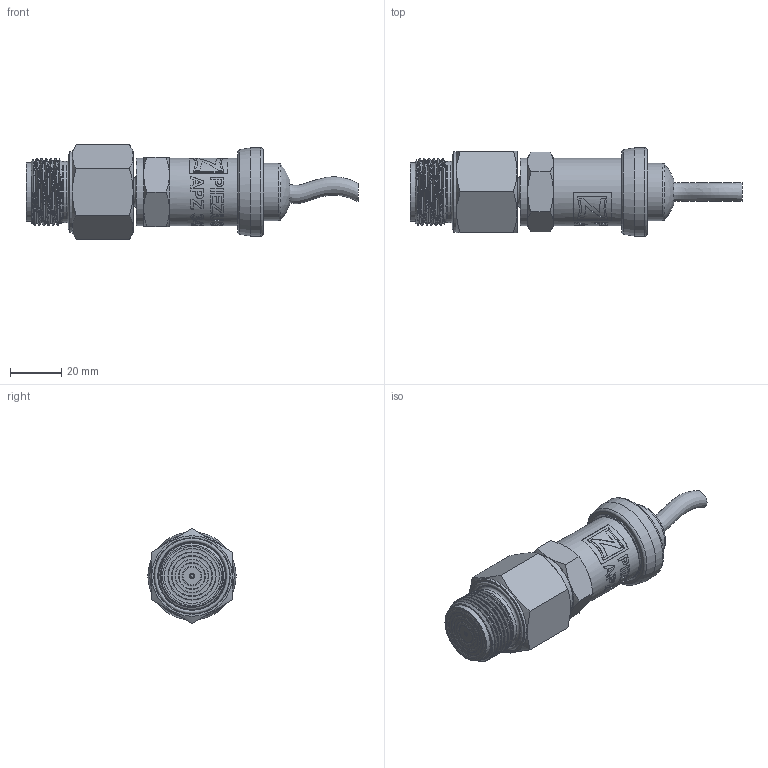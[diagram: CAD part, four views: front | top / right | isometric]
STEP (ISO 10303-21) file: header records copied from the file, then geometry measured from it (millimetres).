
FILE_DESCRIPTION(/* description */ (''),/* implementation_level */ '2;1');
FILE_NAME(/* name */ 'APZ3420m_G3''4DIN-flush_5.step',/* time_stamp */ '2021-07-06T15:18:42+03:00',/* author */ (''),/* organization */ (''),/* preprocessor_version */ 'ST-DEVELOPER v18.1',/* originating_system */ 'Autodesk Translation Framework v10.9.0.1377',/* authorisation */ '');
FILE_SCHEMA (('AUTOMOTIVE_DESIGN { 1 0 10303 214 3 1 1 }'));
Length unit declared in the file: millimetre
Products named in the file (7): АПЗ 3420м заполненная; G 1/4 EN; Stainless steel cable gland assembly; Stainless steel cable gland; Stainless steel cable gland nut; wire; G3'4DIN diaphragm 23 v5
Assembly tree (5 placements, depth 3):
  АПЗ 3420м заполненная
    G 1/4 EN
    Stainless steel cable gland assembly
      Stainless steel cable gland
      Stainless steel cable gland nut
      wire
  G3'4DIN diaphragm 23 v5
Bounding box: 129.73 x 34.5 x 36.95 mm (x, y, z)
Volume: 63610.9 mm3; surface area: 20868.4 mm2
Topology: 7 solids, 7 shells, 499 faces, 1303 edges, 860 vertices
Faces by surface type: bspline 285, cylinder 92, plane 68, cone 30, torus 23, sphere 1
Full cylindrical faces by diameter (mm): 2 x1, 3.3 x1, 4 x1, 5 x2, 5.1 x1, 7.2 x1, 8 x1, 9.5 x2, 11 x1, 11.445 x4, 13 x1, 13.157 x9, 21.4 x1, 22.3 x2, 22.4 x1, 23 x1, 24 x1, 24.117 x6, 24.5 x1, 25.132 x4, 25.526 x2, 26.5 x5, 26.8 x1, 27.208 x3, 27.7 x1, 29.5 x1, 31.5 x1, 34.5 x1
Entity records: 34415 total; most frequent: CARTESIAN_POINT 24059, ORIENTED_EDGE 2604, EDGE_CURVE 1302, DIRECTION 1211, VERTEX_POINT 860, B_SPLINE_CURVE_WITH_KNOTS 685, EDGE_LOOP 550, FACE_OUTER_BOUND 499
